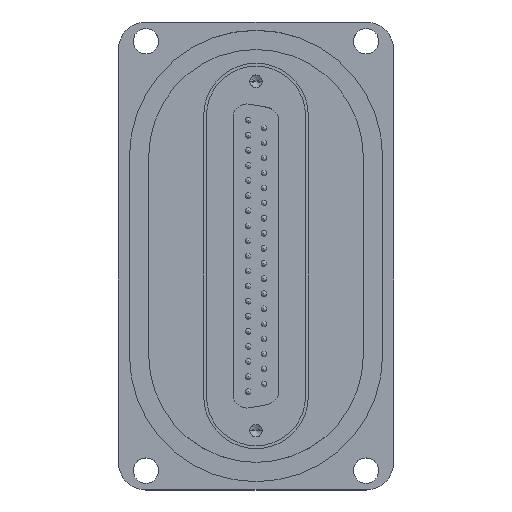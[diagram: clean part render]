
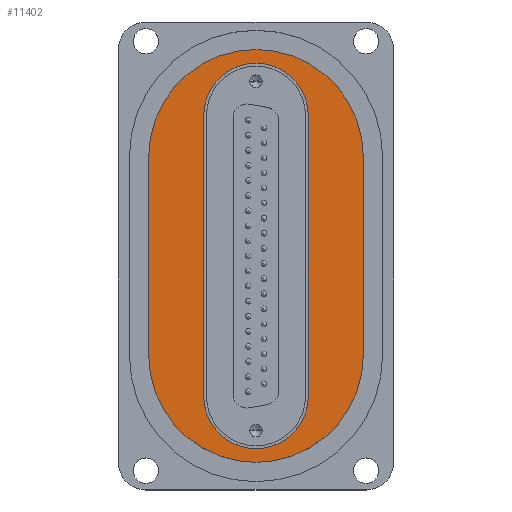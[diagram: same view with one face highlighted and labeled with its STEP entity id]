
A CAD part, top view. The second image highlights one B-rep face of the part: STEP entity #11402.
In plain terms, the highlighted planar face has unit normal (0, 0, 1).
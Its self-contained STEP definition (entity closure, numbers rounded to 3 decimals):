
#121 = VERTEX_POINT ( 'NONE', #11071 ) ;
#299 = ORIENTED_EDGE ( 'NONE', *, *, #5941, .T. ) ;
#445 = CARTESIAN_POINT ( 'NONE',  ( 19.5, -18., 10. ) ) ;
#469 = LINE ( 'NONE', #1972, #2589 ) ;
#478 = DIRECTION ( 'NONE',  ( 0., 1., 0. ) ) ;
#587 = VERTEX_POINT ( 'NONE', #1438 ) ;
#761 = ORIENTED_EDGE ( 'NONE', *, *, #1013, .F. ) ;
#865 = CARTESIAN_POINT ( 'NONE',  ( 19.5, 18., 10. ) ) ;
#1013 = EDGE_CURVE ( 'NONE', #1949, #4154, #12987, .T. ) ;
#1438 = CARTESIAN_POINT ( 'NONE',  ( -19.5, 18., 10. ) ) ;
#1564 = LINE ( 'NONE', #5444, #8515 ) ;
#1638 = CARTESIAN_POINT ( 'NONE',  ( 9.5, 25.5, 10. ) ) ;
#1949 = VERTEX_POINT ( 'NONE', #5852 ) ;
#1972 = CARTESIAN_POINT ( 'NONE',  ( -9.5, 25.5, 10. ) ) ;
#2231 = AXIS2_PLACEMENT_3D ( 'NONE', #2495, #2483, #2453 ) ;
#2453 = DIRECTION ( 'NONE',  ( 1., 0., 0. ) ) ;
#2483 = DIRECTION ( 'NONE',  ( 0., 0., 1. ) ) ;
#2495 = CARTESIAN_POINT ( 'NONE',  ( 0., 18., 10. ) ) ;
#2589 = VECTOR ( 'NONE', #13357, 1000. ) ;
#2948 = CARTESIAN_POINT ( 'NONE',  ( 0., 25.5, 10. ) ) ;
#3281 = CARTESIAN_POINT ( 'NONE',  ( -19.5, -18., 10. ) ) ;
#4154 = VERTEX_POINT ( 'NONE', #10761 ) ;
#4256 = CIRCLE ( 'NONE', #6307, 19.5 ) ;
#4940 = VERTEX_POINT ( 'NONE', #11656 ) ;
#5064 = ORIENTED_EDGE ( 'NONE', *, *, #9213, .T. ) ;
#5168 = FACE_BOUND ( 'NONE', #11110, .T. ) ;
#5253 = LINE ( 'NONE', #1638, #8337 ) ;
#5272 = DIRECTION ( 'NONE',  ( 0., -1., 0. ) ) ;
#5337 = EDGE_LOOP ( 'NONE', ( #11007, #5064, #299, #12601 ) ) ;
#5444 = CARTESIAN_POINT ( 'NONE',  ( -19.5, -18., 10. ) ) ;
#5574 = ORIENTED_EDGE ( 'NONE', *, *, #6033, .F. ) ;
#5738 = EDGE_CURVE ( 'NONE', #587, #7488, #1564, .T. ) ;
#5842 = EDGE_CURVE ( 'NONE', #12668, #587, #7530, .T. ) ;
#5852 = CARTESIAN_POINT ( 'NONE',  ( 9.5, 25.5, 10. ) ) ;
#5941 = EDGE_CURVE ( 'NONE', #6051, #12668, #9002, .T. ) ;
#6033 = EDGE_CURVE ( 'NONE', #121, #1949, #5253, .T. ) ;
#6051 = VERTEX_POINT ( 'NONE', #9648 ) ;
#6307 = AXIS2_PLACEMENT_3D ( 'NONE', #6551, #6538, #6508 ) ;
#6389 = DIRECTION ( 'NONE',  ( 1., 0., 0. ) ) ;
#6406 = DIRECTION ( 'NONE',  ( 0., 0., 1. ) ) ;
#6456 = PLANE ( 'NONE',  #7374 ) ;
#6508 = DIRECTION ( 'NONE',  ( 1., 0., 0. ) ) ;
#6538 = DIRECTION ( 'NONE',  ( 0., 0., 1. ) ) ;
#6551 = CARTESIAN_POINT ( 'NONE',  ( 0., -18., 10. ) ) ;
#6594 = CARTESIAN_POINT ( 'NONE',  ( 0., 0., 10. ) ) ;
#7081 = EDGE_CURVE ( 'NONE', #4940, #121, #7745, .T. ) ;
#7374 = AXIS2_PLACEMENT_3D ( 'NONE', #6594, #6406, #6389 ) ;
#7488 = VERTEX_POINT ( 'NONE', #3281 ) ;
#7530 = CIRCLE ( 'NONE', #2231, 19.5 ) ;
#7734 = DIRECTION ( 'NONE',  ( 1., 0., 0. ) ) ;
#7745 = CIRCLE ( 'NONE', #8811, 9.5 ) ;
#7748 = DIRECTION ( 'NONE',  ( 0., 0., 1. ) ) ;
#7773 = CARTESIAN_POINT ( 'NONE',  ( 0., -25.5, 10. ) ) ;
#8106 = DIRECTION ( 'NONE',  ( 1., 0., 0. ) ) ;
#8337 = VECTOR ( 'NONE', #9749, 1000. ) ;
#8515 = VECTOR ( 'NONE', #5272, 1000. ) ;
#8811 = AXIS2_PLACEMENT_3D ( 'NONE', #7773, #7748, #7734 ) ;
#9002 = LINE ( 'NONE', #445, #11452 ) ;
#9163 = DIRECTION ( 'NONE',  ( 0., 0., 1. ) ) ;
#9213 = EDGE_CURVE ( 'NONE', #7488, #6051, #4256, .T. ) ;
#9648 = CARTESIAN_POINT ( 'NONE',  ( 19.5, -18., 10. ) ) ;
#9749 = DIRECTION ( 'NONE',  ( 0., 1., 0. ) ) ;
#10419 = ORIENTED_EDGE ( 'NONE', *, *, #7081, .F. ) ;
#10711 = FACE_OUTER_BOUND ( 'NONE', #5337, .T. ) ;
#10761 = CARTESIAN_POINT ( 'NONE',  ( -9.5, 25.5, 10. ) ) ;
#11007 = ORIENTED_EDGE ( 'NONE', *, *, #5738, .T. ) ;
#11071 = CARTESIAN_POINT ( 'NONE',  ( 9.5, -25.5, 10. ) ) ;
#11110 = EDGE_LOOP ( 'NONE', ( #761, #5574, #10419, #11370 ) ) ;
#11370 = ORIENTED_EDGE ( 'NONE', *, *, #12154, .F. ) ;
#11402 = ADVANCED_FACE ( 'NONE', ( #5168, #10711 ), #6456, .T. ) ;
#11412 = AXIS2_PLACEMENT_3D ( 'NONE', #2948, #9163, #8106 ) ;
#11452 = VECTOR ( 'NONE', #478, 1000. ) ;
#11656 = CARTESIAN_POINT ( 'NONE',  ( -9.5, -25.5, 10. ) ) ;
#12154 = EDGE_CURVE ( 'NONE', #4154, #4940, #469, .T. ) ;
#12601 = ORIENTED_EDGE ( 'NONE', *, *, #5842, .T. ) ;
#12668 = VERTEX_POINT ( 'NONE', #865 ) ;
#12987 = CIRCLE ( 'NONE', #11412, 9.5 ) ;
#13357 = DIRECTION ( 'NONE',  ( 0., -1., 0. ) ) ;
